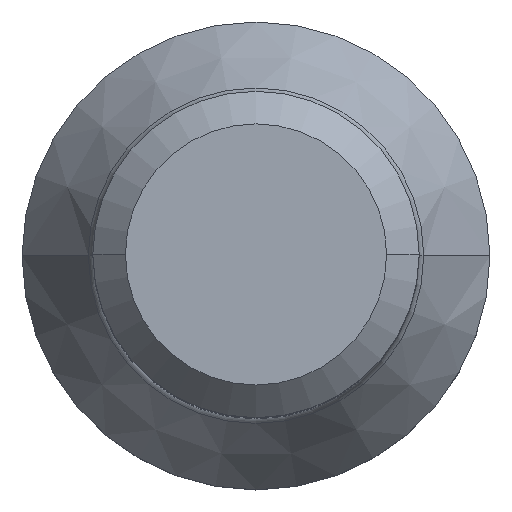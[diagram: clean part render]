
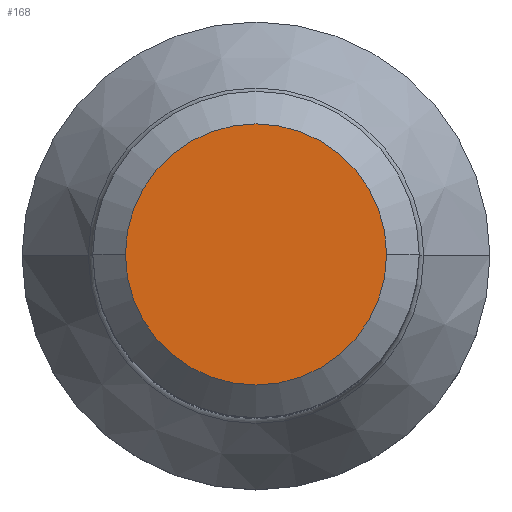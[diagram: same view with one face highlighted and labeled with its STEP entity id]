
A CAD part, top view. The second image highlights one B-rep face of the part: STEP entity #168.
In plain terms, the highlighted planar face has unit normal (0, 0, 1).
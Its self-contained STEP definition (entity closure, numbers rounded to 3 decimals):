
#135=FACE_OUTER_BOUND('',#207,.T.);
#168=ADVANCED_FACE('',(#135),#183,.F.);
#183=PLANE('',#609);
#207=EDGE_LOOP('',(#307,#308));
#307=ORIENTED_EDGE('',*,*,#459,.F.);
#308=ORIENTED_EDGE('',*,*,#462,.T.);
#399=VERTEX_POINT('',#953);
#400=VERTEX_POINT('',#954);
#459=EDGE_CURVE('',#399,#400,#521,.T.);
#462=EDGE_CURVE('',#399,#400,#522,.T.);
#521=CIRCLE('',#605,1.2);
#522=CIRCLE('',#607,1.2);
#605=AXIS2_PLACEMENT_3D('',#952,#751,#752);
#607=AXIS2_PLACEMENT_3D('',#958,#757,#758);
#609=AXIS2_PLACEMENT_3D('',#960,#761,#762);
#751=DIRECTION('',(0.,0.,-1.));
#752=DIRECTION('',(-1.,0.,0.));
#757=DIRECTION('',(0.,0.,1.));
#758=DIRECTION('',(-1.,0.,0.));
#761=DIRECTION('',(0.,0.,-1.));
#762=DIRECTION('',(-1.,0.,0.));
#952=CARTESIAN_POINT('',(0.,0.,8.6));
#953=CARTESIAN_POINT('',(-1.2,0.,8.6));
#954=CARTESIAN_POINT('',(1.2,0.,8.6));
#958=CARTESIAN_POINT('',(0.,0.,8.6));
#960=CARTESIAN_POINT('',(0.,0.,8.6));
